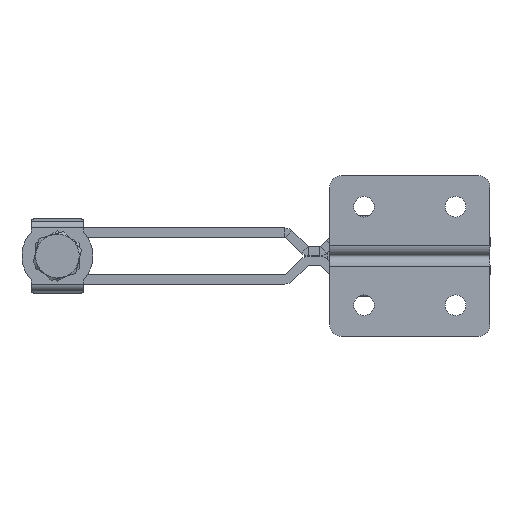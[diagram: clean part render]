
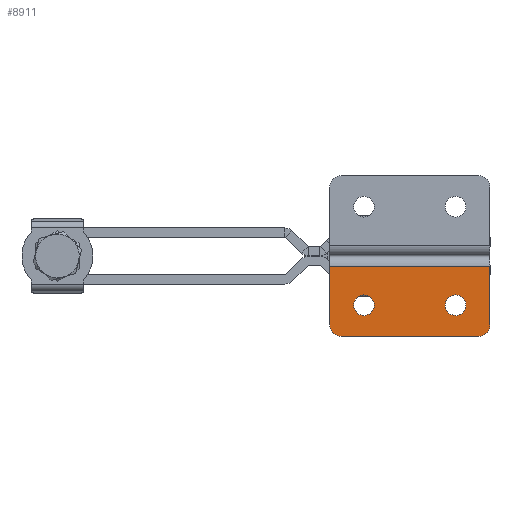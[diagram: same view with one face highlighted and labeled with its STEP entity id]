
A CAD part, front view. The second image highlights one B-rep face of the part: STEP entity #8911.
In plain terms, the highlighted planar face has unit normal (0, -1, 0).
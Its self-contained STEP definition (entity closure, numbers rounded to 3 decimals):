
#7224 = CIRCLE ( 'NONE', #33749, 4.5 ) ;
#8911 = ADVANCED_FACE ( 'NONE', ( #20452, #20462, #20460 ), #33894, .T. ) ;
#12325 = ORIENTED_EDGE ( 'NONE', *, *, #13393, .T. ) ;
#12326 = ORIENTED_EDGE ( 'NONE', *, *, #13345, .T. ) ;
#12327 = ORIENTED_EDGE ( 'NONE', *, *, #13394, .T. ) ;
#12328 = ORIENTED_EDGE ( 'NONE', *, *, #13342, .T. ) ;
#12329 = ORIENTED_EDGE ( 'NONE', *, *, #13391, .F. ) ;
#12330 = ORIENTED_EDGE ( 'NONE', *, *, #13385, .T. ) ;
#12331 = ORIENTED_EDGE ( 'NONE', *, *, #13387, .F. ) ;
#12332 = ORIENTED_EDGE ( 'NONE', *, *, #13395, .F. ) ;
#12333 = ORIENTED_EDGE ( 'NONE', *, *, #13396, .F. ) ;
#12334 = ORIENTED_EDGE ( 'NONE', *, *, #13397, .F. ) ;
#13342 = EDGE_CURVE ( 'NONE', #16025, #15579, #7224, .T. ) ;
#13345 = EDGE_CURVE ( 'NONE', #15534, #15523, #25360, .T. ) ;
#13385 = EDGE_CURVE ( 'NONE', #15814, #15559, #25422, .T. ) ;
#13387 = EDGE_CURVE ( 'NONE', #15516, #15559, #25425, .T. ) ;
#13391 = EDGE_CURVE ( 'NONE', #15814, #15804, #25433, .T. ) ;
#13393 = EDGE_CURVE ( 'NONE', #15523, #15534, #25437, .T. ) ;
#13394 = EDGE_CURVE ( 'NONE', #15579, #16025, #25439, .T. ) ;
#13395 = EDGE_CURVE ( 'NONE', #15756, #15516, #25440, .T. ) ;
#13396 = EDGE_CURVE ( 'NONE', #15978, #15756, #25441, .T. ) ;
#13397 = EDGE_CURVE ( 'NONE', #15804, #15978, #25431, .T. ) ;
#15148 = EDGE_LOOP ( 'NONE', ( #12325, #12326 ) ) ;
#15150 = EDGE_LOOP ( 'NONE', ( #12329, #12330, #12331, #12332, #12333, #12334 ) ) ;
#15176 = EDGE_LOOP ( 'NONE', ( #12327, #12328 ) ) ;
#15516 = VERTEX_POINT ( 'NONE', #28816 ) ;
#15523 = VERTEX_POINT ( 'NONE', #28823 ) ;
#15534 = VERTEX_POINT ( 'NONE', #28834 ) ;
#15559 = VERTEX_POINT ( 'NONE', #28844 ) ;
#15579 = VERTEX_POINT ( 'NONE', #28869 ) ;
#15756 = VERTEX_POINT ( 'NONE', #29046 ) ;
#15804 = VERTEX_POINT ( 'NONE', #29094 ) ;
#15814 = VERTEX_POINT ( 'NONE', #29104 ) ;
#15978 = VERTEX_POINT ( 'NONE', #29268 ) ;
#16025 = VERTEX_POINT ( 'NONE', #29315 ) ;
#20452 = FACE_BOUND ( 'NONE', #15148, .T. ) ;
#20460 = FACE_OUTER_BOUND ( 'NONE', #15150, .T. ) ;
#20462 = FACE_BOUND ( 'NONE', #15176, .T. ) ;
#24389 = CARTESIAN_POINT ( 'NONE',  ( 55., -4., -17.5 ) ) ;
#24390 = DIRECTION ( 'NONE',  ( 0., 1., 0. ) ) ;
#24391 = DIRECTION ( 'NONE',  ( 0., 0., 1. ) ) ;
#24398 = CARTESIAN_POINT ( 'NONE',  ( 15., -4., -17.5 ) ) ;
#24399 = DIRECTION ( 'NONE',  ( 0., 1., 0. ) ) ;
#24400 = DIRECTION ( 'NONE',  ( 0., 0., 1. ) ) ;
#24487 = DIRECTION ( 'NONE',  ( -1., 0., 0. ) ) ;
#24491 = CARTESIAN_POINT ( 'NONE',  ( 5., -4., -0.5 ) ) ;
#24499 = CARTESIAN_POINT ( 'NONE',  ( 0., -4., 0. ) ) ;
#24501 = DIRECTION ( 'NONE',  ( 0., 0., 1. ) ) ;
#24505 = CARTESIAN_POINT ( 'NONE',  ( 70., -4., -26. ) ) ;
#24506 = DIRECTION ( 'NONE',  ( 0., 0., -1. ) ) ;
#24509 = CARTESIAN_POINT ( 'NONE',  ( 15., -4., -17.5 ) ) ;
#24510 = DIRECTION ( 'NONE',  ( 0., 1., 0. ) ) ;
#24511 = DIRECTION ( 'NONE',  ( 0., 0., 1. ) ) ;
#24512 = CARTESIAN_POINT ( 'NONE',  ( 5., -4., -31. ) ) ;
#24513 = DIRECTION ( 'NONE',  ( -1., 0., 0. ) ) ;
#24514 = CARTESIAN_POINT ( 'NONE',  ( 55., -4., -17.5 ) ) ;
#24515 = DIRECTION ( 'NONE',  ( 0., 1., 0. ) ) ;
#24516 = DIRECTION ( 'NONE',  ( 0., 0., 1. ) ) ;
#24517 = CARTESIAN_POINT ( 'NONE',  ( 5., -4., -26. ) ) ;
#24518 = DIRECTION ( 'NONE',  ( 0., 1., 0. ) ) ;
#24519 = DIRECTION ( 'NONE',  ( 0., 0., -1. ) ) ;
#24520 = CARTESIAN_POINT ( 'NONE',  ( 65., -4., -26. ) ) ;
#24521 = DIRECTION ( 'NONE',  ( 0., 1., 0. ) ) ;
#24522 = DIRECTION ( 'NONE',  ( 0., 0., -1. ) ) ;
#25360 = CIRCLE ( 'NONE', #33751, 4.5 ) ;
#25422 = LINE ( 'NONE', #24491, #25424 ) ;
#25424 = VECTOR ( 'NONE', #24487, 1000. ) ;
#25425 = LINE ( 'NONE', #24499, #25428 ) ;
#25428 = VECTOR ( 'NONE', #24501, 1000. ) ;
#25431 = CIRCLE ( 'NONE', #33772, 5. ) ;
#25433 = LINE ( 'NONE', #24505, #25436 ) ;
#25436 = VECTOR ( 'NONE', #24506, 1000. ) ;
#25437 = CIRCLE ( 'NONE', #33769, 4.5 ) ;
#25439 = CIRCLE ( 'NONE', #33770, 4.5 ) ;
#25440 = CIRCLE ( 'NONE', #33771, 5. ) ;
#25441 = LINE ( 'NONE', #24512, #25443 ) ;
#25443 = VECTOR ( 'NONE', #24513, 1000. ) ;
#28816 = CARTESIAN_POINT ( 'NONE',  ( 0., -4., -26. ) ) ;
#28823 = CARTESIAN_POINT ( 'NONE',  ( 15., -4., -13. ) ) ;
#28834 = CARTESIAN_POINT ( 'NONE',  ( 15., -4., -22. ) ) ;
#28844 = CARTESIAN_POINT ( 'NONE',  ( 0., -4., -0.5 ) ) ;
#28869 = CARTESIAN_POINT ( 'NONE',  ( 55., -4., -13. ) ) ;
#29046 = CARTESIAN_POINT ( 'NONE',  ( 5., -4., -31. ) ) ;
#29094 = CARTESIAN_POINT ( 'NONE',  ( 70., -4., -26. ) ) ;
#29104 = CARTESIAN_POINT ( 'NONE',  ( 70., -4., -0.5 ) ) ;
#29268 = CARTESIAN_POINT ( 'NONE',  ( 65., -4., -31. ) ) ;
#29315 = CARTESIAN_POINT ( 'NONE',  ( 55., -4., -22. ) ) ;
#33105 = AXIS2_PLACEMENT_3D ( 'NONE', #33893, #33887, #33896 ) ;
#33749 = AXIS2_PLACEMENT_3D ( 'NONE', #24389, #24390, #24391 ) ;
#33751 = AXIS2_PLACEMENT_3D ( 'NONE', #24398, #24399, #24400 ) ;
#33769 = AXIS2_PLACEMENT_3D ( 'NONE', #24509, #24510, #24511 ) ;
#33770 = AXIS2_PLACEMENT_3D ( 'NONE', #24514, #24515, #24516 ) ;
#33771 = AXIS2_PLACEMENT_3D ( 'NONE', #24517, #24518, #24519 ) ;
#33772 = AXIS2_PLACEMENT_3D ( 'NONE', #24520, #24521, #24522 ) ;
#33887 = DIRECTION ( 'NONE',  ( 0., -1., 0. ) ) ;
#33893 = CARTESIAN_POINT ( 'NONE',  ( 5., -4., -26. ) ) ;
#33894 = PLANE ( 'NONE',  #33105 ) ;
#33896 = DIRECTION ( 'NONE',  ( 0., 0., -1. ) ) ;
